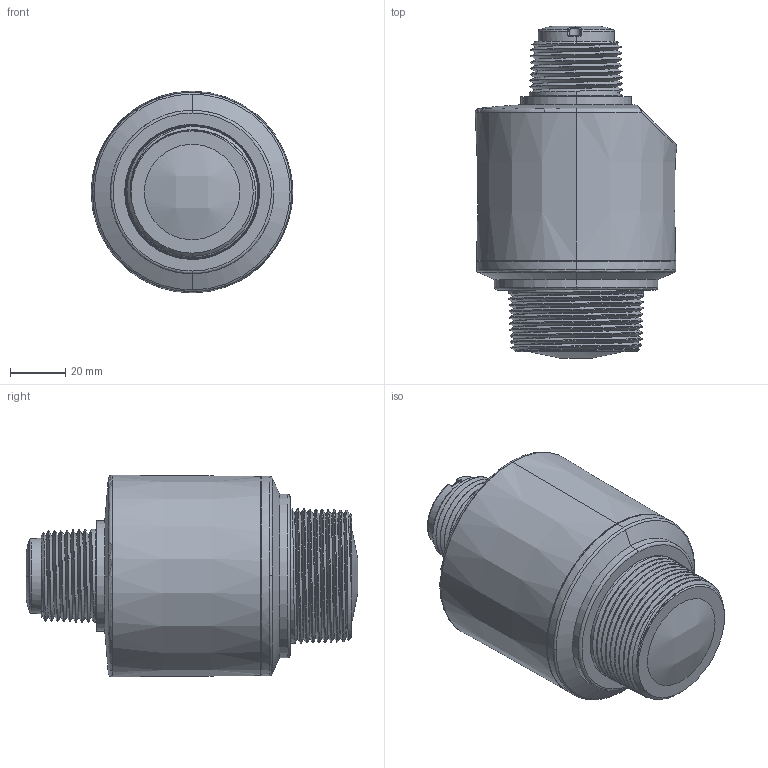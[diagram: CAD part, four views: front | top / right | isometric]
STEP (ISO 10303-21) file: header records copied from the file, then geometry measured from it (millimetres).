
FILE_DESCRIPTION (( 'STEP AP214' ), '1' );
FILE_NAME ('LR81-0000.STEP', '2025-09-17T12:25:19', ( '' ), ( '' ), 'SwSTEP 2.0', 'SolidWorks 2024', '' );
FILE_SCHEMA (( 'AUTOMOTIVE_DESIGN' ));
Length unit declared in the file: inch
Products named in the file (1): LR81-0000
Bounding box: 72.83 x 120 x 72.94 mm (x, y, z)
Volume: 89967.8 mm3; surface area: 57705 mm2
Topology: 3 solids, 3 shells, 380 faces, 989 edges, 640 vertices
Faces by surface type: plane 142, bspline 76, cone 60, cylinder 44, torus 44, sphere 14
Entity records: 26475 total; most frequent: CARTESIAN_POINT 17747, ORIENTED_EDGE 1978, DIRECTION 1540, EDGE_CURVE 989, VERTEX_POINT 640, AXIS2_PLACEMENT_3D 541, LINE 458, VECTOR 458
